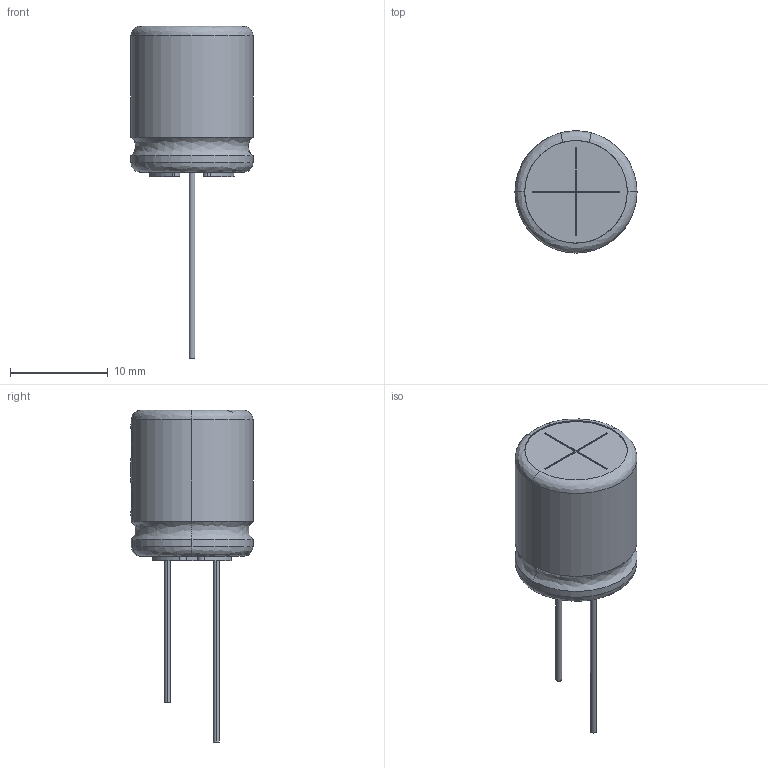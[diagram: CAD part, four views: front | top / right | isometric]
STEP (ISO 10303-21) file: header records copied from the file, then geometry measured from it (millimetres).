
FILE_DESCRIPTION (( 'STEP AP214' ), '1' );
FILE_NAME ('User Library-Cap 12.5x15.STEP', '2010-07-18T04:08:16', ( 'sysAdmin' ), ( 'SolidWorks' ), 'SwSTEP 2.0', 'SolidWorks 2010', '' );
FILE_SCHEMA (( 'AUTOMOTIVE_DESIGN' ));
Length unit declared in the file: millimetre
Products named in the file (11): User Library-Cap 12.5x15_5_1; User Library-Cap 12.5x15_10_1; User Library-Cap 12.5x15_9_1; User Library-Cap 12.5x15_2_1; User Library-Cap 12.5x15_1_1; User Library-Cap 12.5x15; User Library-Cap 12.5x15_3_1; User Library-Cap 12.5x15_6_1; User Library-Cap 12.5x15_7_1; User Library-Cap 12.5x15_4_1; User Library-Cap 12.5x15_8_1
Assembly tree (10 placements, depth 2):
  User Library-Cap 12.5x15
    User Library-Cap 12.5x15_5_1
    User Library-Cap 12.5x15_3_1
    User Library-Cap 12.5x15_6_1
    User Library-Cap 12.5x15_2_1
    User Library-Cap 12.5x15_7_1
    User Library-Cap 12.5x15_8_1
    User Library-Cap 12.5x15_1_1
    User Library-Cap 12.5x15_9_1
    User Library-Cap 12.5x15_10_1
    User Library-Cap 12.5x15_4_1
Bounding box: 12.5 x 12.5 x 34 mm (x, y, z)
Volume: 1814.6 mm3; surface area: 2374.9 mm2
Topology: 10 solids, 10 shells, 158 faces, 371 edges, 237 vertices
Faces by surface type: cylinder 79, plane 49, bspline 30
Entity records: 7487 total; most frequent: CARTESIAN_POINT 1822, ORIENTED_EDGE 742, DIRECTION 692, EDGE_CURVE 371, AXIS2_PLACEMENT_3D 255, VERTEX_POINT 237, UNCERTAINTY_MEASURE_WITH_UNIT 189, VECTOR 182
